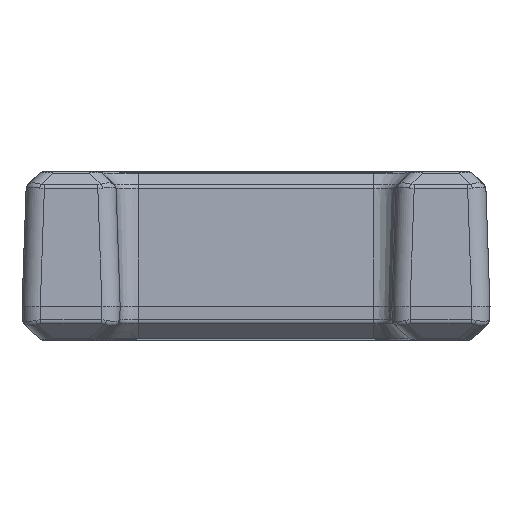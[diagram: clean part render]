
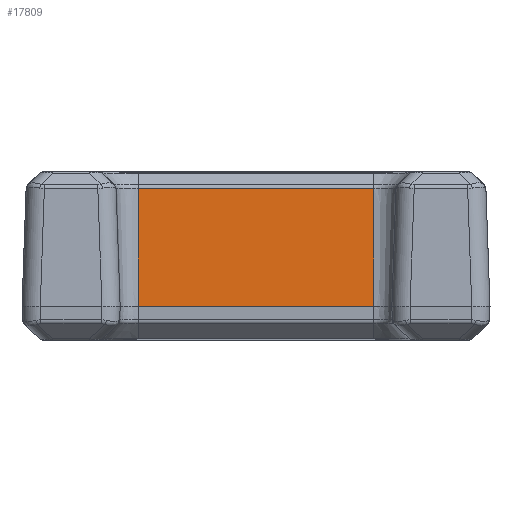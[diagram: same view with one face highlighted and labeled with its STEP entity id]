
A CAD part, front view. The second image highlights one B-rep face of the part: STEP entity #17809.
In plain terms, the highlighted planar face has unit normal (0, -0.999, 0.035).
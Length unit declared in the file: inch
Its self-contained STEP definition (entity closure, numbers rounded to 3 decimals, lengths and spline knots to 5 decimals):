
#2252=DIRECTION('',(1.,0.,0.));
#2253=VECTOR('',#2252,1.03);
#2254=CARTESIAN_POINT('',(-1.54,-1.05202,
0.51495));
#2255=LINE('',#2254,#2253);
#2381=DIRECTION('',(1.,0.,0.));
#2382=VECTOR('',#2381,1.03);
#2383=CARTESIAN_POINT('',(-1.54,-1.07,0.));
#2384=LINE('',#2383,#2382);
#3848=DIRECTION('',(0.,0.035,0.999));
#3849=VECTOR('',#3848,0.51526);
#3850=CARTESIAN_POINT('',(-1.54,-1.07,0.));
#3851=LINE('',#3850,#3849);
#3852=DIRECTION('',(0.,0.035,0.999));
#3853=VECTOR('',#3852,0.51526);
#3854=CARTESIAN_POINT('',(-0.51,-1.07,0.));
#3855=LINE('',#3854,#3853);
#10976=CARTESIAN_POINT('',(-1.54,-1.07,0.));
#10977=CARTESIAN_POINT('',(-0.51,-1.07,0.));
#10978=VERTEX_POINT('',#10976);
#10979=VERTEX_POINT('',#10977);
#11143=CARTESIAN_POINT('',(-0.51,-1.05202,0.51495));
#11144=VERTEX_POINT('',#11143);
#11147=CARTESIAN_POINT('',(-1.54,-1.05202,
0.51495));
#11148=VERTEX_POINT('',#11147);
#17797=CARTESIAN_POINT('',(-2.58335,-1.07,0.));
#17798=DIRECTION('',(0.,-0.999,0.035));
#17799=DIRECTION('',(1.,0.,0.));
#17800=AXIS2_PLACEMENT_3D('',#17797,#17798,#17799);
#17801=PLANE('',#17800);
#17802=ORIENTED_EDGE('',*,*,#15523,.T.);
#17804=ORIENTED_EDGE('',*,*,#17803,.F.);
#17805=ORIENTED_EDGE('',*,*,#15676,.F.);
#17806=ORIENTED_EDGE('',*,*,#17790,.T.);
#17807=EDGE_LOOP('',(#17802,#17804,#17805,#17806));
#17808=FACE_OUTER_BOUND('',#17807,.F.);
#17809=ADVANCED_FACE('',(#17808),#17801,.T.);
#15523=EDGE_CURVE('',#11148,#11144,#2255,.T.);
#15676=EDGE_CURVE('',#10978,#10979,#2384,.T.);
#17790=EDGE_CURVE('',#10978,#11148,#3851,.T.);
#17803=EDGE_CURVE('',#10979,#11144,#3855,.T.);
